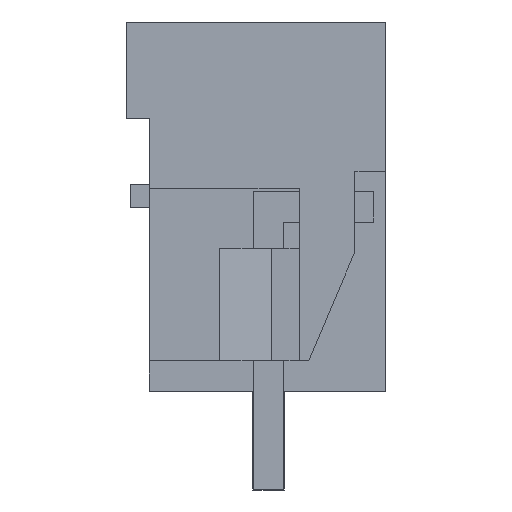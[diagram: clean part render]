
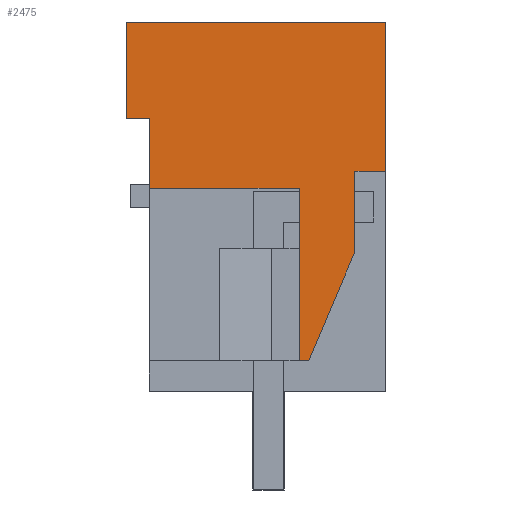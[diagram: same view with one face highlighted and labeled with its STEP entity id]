
A CAD part, left-side view. The second image highlights one B-rep face of the part: STEP entity #2475.
In plain terms, the highlighted planar face has unit normal (-1, 0, 0).
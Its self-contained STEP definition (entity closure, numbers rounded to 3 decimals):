
#2408=AXIS2_PLACEMENT_3D('Plane Axis2P3D',#2405,#2406,#2407) ;
#419=CARTESIAN_POINT('Vertex',(0.,7.68,9.8)) ;
#422=CARTESIAN_POINT('Line Origine',(0.,7.68,10.94)) ;
#426=CARTESIAN_POINT('Vertex',(0.,7.68,12.08)) ;
#2234=CARTESIAN_POINT('Vertex',(0.,2.501,4.2)) ;
#2237=CARTESIAN_POINT('Line Origine',(0.,2.655,4.2)) ;
#2241=CARTESIAN_POINT('Vertex',(0.,2.81,4.2)) ;
#2389=CARTESIAN_POINT('Vertex',(0.,2.81,9.8)) ;
#2392=CARTESIAN_POINT('Line Origine',(0.,5.245,9.8)) ;
#2405=CARTESIAN_POINT('Axis2P3D Location',(0.,8.43,1.7)) ;
#2410=CARTESIAN_POINT('Line Origine',(0.,1.752,5.968)) ;
#2414=CARTESIAN_POINT('Vertex',(0.,1.003,7.735)) ;
#2417=CARTESIAN_POINT('Line Origine',(0.,1.003,9.041)) ;
#2421=CARTESIAN_POINT('Vertex',(0.,1.003,10.346)) ;
#2424=CARTESIAN_POINT('Line Origine',(0.,0.501,10.346)) ;
#2428=CARTESIAN_POINT('Vertex',(0.,0.,10.346)) ;
#2431=CARTESIAN_POINT('Line Origine',(0.,0.,12.773)) ;
#2435=CARTESIAN_POINT('Vertex',(0.,0.,15.2)) ;
#2438=CARTESIAN_POINT('Line Origine',(0.,4.215,15.2)) ;
#2442=CARTESIAN_POINT('Vertex',(0.,8.43,15.2)) ;
#2445=CARTESIAN_POINT('Line Origine',(0.,8.43,13.64)) ;
#2449=CARTESIAN_POINT('Vertex',(0.,8.43,12.08)) ;
#2452=CARTESIAN_POINT('Line Origine',(0.,8.055,12.08)) ;
#2457=CARTESIAN_POINT('Line Origine',(0.,2.81,7.)) ;
#423=DIRECTION('Vector Direction',(0.,0.,-1.)) ;
#2238=DIRECTION('Vector Direction',(0.,1.,0.)) ;
#2393=DIRECTION('Vector Direction',(0.,1.,0.)) ;
#2406=DIRECTION('Axis2P3D Direction',(-1.,0.,0.)) ;
#2407=DIRECTION('Axis2P3D XDirection',(0.,1.,0.)) ;
#2411=DIRECTION('Vector Direction',(0.,0.39,-0.921)) ;
#2418=DIRECTION('Vector Direction',(0.,0.,-1.)) ;
#2425=DIRECTION('Vector Direction',(0.,1.,0.)) ;
#2432=DIRECTION('Vector Direction',(0.,0.,1.)) ;
#2439=DIRECTION('Vector Direction',(0.,1.,0.)) ;
#2446=DIRECTION('Vector Direction',(0.,0.,-1.)) ;
#2453=DIRECTION('Vector Direction',(0.,-1.,0.)) ;
#2458=DIRECTION('Vector Direction',(0.,0.,1.)) ;
#424=VECTOR('Line Direction',#423,1.) ;
#2239=VECTOR('Line Direction',#2238,1.) ;
#2394=VECTOR('Line Direction',#2393,1.) ;
#2412=VECTOR('Line Direction',#2411,1.) ;
#2419=VECTOR('Line Direction',#2418,1.) ;
#2426=VECTOR('Line Direction',#2425,1.) ;
#2433=VECTOR('Line Direction',#2432,1.) ;
#2440=VECTOR('Line Direction',#2439,1.) ;
#2447=VECTOR('Line Direction',#2446,1.) ;
#2454=VECTOR('Line Direction',#2453,1.) ;
#2459=VECTOR('Line Direction',#2458,1.) ;
#2463=ORIENTED_EDGE('',*,*,#2243,.F.) ;
#2464=ORIENTED_EDGE('',*,*,#2416,.F.) ;
#2465=ORIENTED_EDGE('',*,*,#2423,.F.) ;
#2466=ORIENTED_EDGE('',*,*,#2430,.F.) ;
#2467=ORIENTED_EDGE('',*,*,#2437,.T.) ;
#2468=ORIENTED_EDGE('',*,*,#2444,.T.) ;
#2469=ORIENTED_EDGE('',*,*,#2451,.T.) ;
#2470=ORIENTED_EDGE('',*,*,#2456,.T.) ;
#2471=ORIENTED_EDGE('',*,*,#428,.T.) ;
#2472=ORIENTED_EDGE('',*,*,#2396,.F.) ;
#2473=ORIENTED_EDGE('',*,*,#2461,.F.) ;
#2475=ADVANCED_FACE('HOUSING',(#2474),#2409,.T.) ;
#428=EDGE_CURVE('',#427,#420,#425,.T.) ;
#2243=EDGE_CURVE('',#2235,#2242,#2240,.T.) ;
#2396=EDGE_CURVE('',#2390,#420,#2395,.T.) ;
#2416=EDGE_CURVE('',#2415,#2235,#2413,.T.) ;
#2423=EDGE_CURVE('',#2422,#2415,#2420,.T.) ;
#2430=EDGE_CURVE('',#2429,#2422,#2427,.T.) ;
#2437=EDGE_CURVE('',#2429,#2436,#2434,.T.) ;
#2444=EDGE_CURVE('',#2436,#2443,#2441,.T.) ;
#2451=EDGE_CURVE('',#2443,#2450,#2448,.T.) ;
#2456=EDGE_CURVE('',#2450,#427,#2455,.T.) ;
#2461=EDGE_CURVE('',#2242,#2390,#2460,.T.) ;
#2462=EDGE_LOOP('',(#2463,#2464,#2465,#2466,#2467,#2468,#2469,#2470,#2471,#2472,#2473)) ;
#2474=FACE_OUTER_BOUND('',#2462,.T.) ;
#425=LINE('Line',#422,#424) ;
#2240=LINE('Line',#2237,#2239) ;
#2395=LINE('Line',#2392,#2394) ;
#2413=LINE('Line',#2410,#2412) ;
#2420=LINE('Line',#2417,#2419) ;
#2427=LINE('Line',#2424,#2426) ;
#2434=LINE('Line',#2431,#2433) ;
#2441=LINE('Line',#2438,#2440) ;
#2448=LINE('Line',#2445,#2447) ;
#2455=LINE('Line',#2452,#2454) ;
#2460=LINE('Line',#2457,#2459) ;
#2409=PLANE('',#2408) ;
#420=VERTEX_POINT('',#419) ;
#427=VERTEX_POINT('',#426) ;
#2235=VERTEX_POINT('',#2234) ;
#2242=VERTEX_POINT('',#2241) ;
#2390=VERTEX_POINT('',#2389) ;
#2415=VERTEX_POINT('',#2414) ;
#2422=VERTEX_POINT('',#2421) ;
#2429=VERTEX_POINT('',#2428) ;
#2436=VERTEX_POINT('',#2435) ;
#2443=VERTEX_POINT('',#2442) ;
#2450=VERTEX_POINT('',#2449) ;
